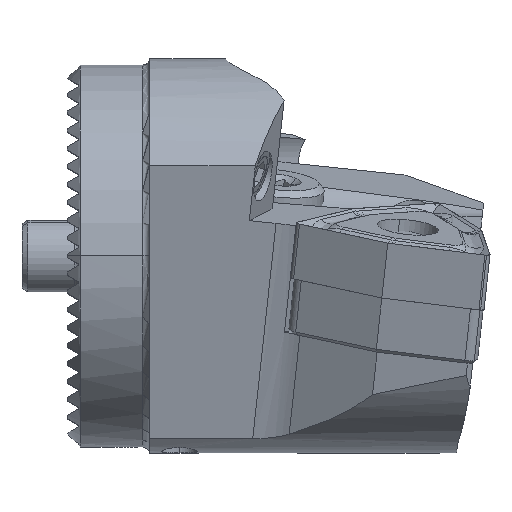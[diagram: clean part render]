
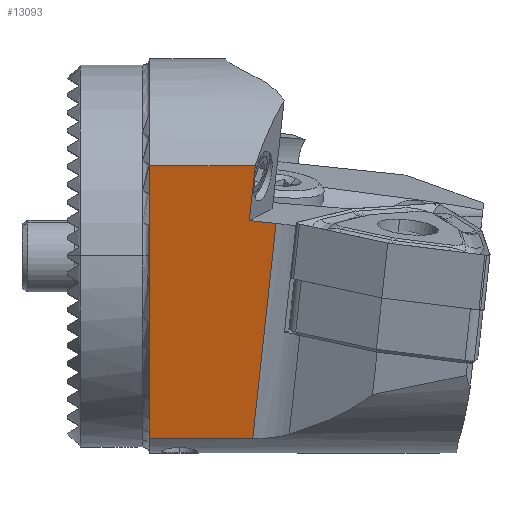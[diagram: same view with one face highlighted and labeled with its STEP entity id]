
A CAD part, top view. The second image highlights one B-rep face of the part: STEP entity #13093.
In plain terms, the highlighted planar face has unit normal (0, -0.242, 0.97).
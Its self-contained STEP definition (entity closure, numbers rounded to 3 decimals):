
#154 = VERTEX_POINT ( 'NONE', #2544 ) ;
#166 = CARTESIAN_POINT ( 'NONE',  ( 6.5, -5.169, 15.716 ) ) ;
#260 = ORIENTED_EDGE ( 'NONE', *, *, #8394, .T. ) ;
#290 = CARTESIAN_POINT ( 'NONE',  ( 15.339, 7.517, 18.879 ) ) ;
#415 = DIRECTION ( 'NONE',  ( -1., 0., 0. ) ) ;
#528 = VERTEX_POINT ( 'NONE', #6041 ) ;
#776 = PLANE ( 'NONE',  #19761 ) ;
#857 = ORIENTED_EDGE ( 'NONE', *, *, #5595, .F. ) ;
#907 = DIRECTION ( 'NONE',  ( 0.105, 0.965, 0.241 ) ) ;
#1131 = EDGE_CURVE ( 'NONE', #10394, #528, #19851, .T. ) ;
#1879 = CARTESIAN_POINT ( 'NONE',  ( 6.5, -2.815, 16.303 ) ) ;
#2544 = CARTESIAN_POINT ( 'NONE',  ( 6.5, -5.757, 15.57 ) ) ;
#2575 = VERTEX_POINT ( 'NONE', #11500 ) ;
#3107 = VECTOR ( 'NONE', #10914, 1000. ) ;
#3917 = DIRECTION ( 'NONE',  ( 0., 0.242, -0.97 ) ) ;
#4951 = FACE_OUTER_BOUND ( 'NONE', #11226, .T. ) ;
#4975 = CARTESIAN_POINT ( 'NONE',  ( 6.5, -2.226, 16.45 ) ) ;
#4976 = ORIENTED_EDGE ( 'NONE', *, *, #16973, .T. ) ;
#5085 = LINE ( 'NONE', #16807, #12512 ) ;
#5339 = ORIENTED_EDGE ( 'NONE', *, *, #1131, .T. ) ;
#5595 = EDGE_CURVE ( 'NONE', #19590, #2575, #7093, .T. ) ;
#6041 = CARTESIAN_POINT ( 'NONE',  ( 6.5, 7.517, 18.879 ) ) ;
#6238 = EDGE_CURVE ( 'NONE', #16969, #154, #11556, .T. ) ;
#7011 = B_SPLINE_CURVE_WITH_KNOTS ( 'NONE', 3,
 ( #8098, #166, #9622, #1879, #4975 ),
 .UNSPECIFIED., .F., .F.,
 ( 4, 1, 4 ),
 ( 0.003, 0.005, 0.007 ),
 .UNSPECIFIED. ) ;
#7093 = LINE ( 'NONE', #8657, #19531 ) ;
#7179 = VECTOR ( 'NONE', #415, 1000. ) ;
#7341 = VECTOR ( 'NONE', #17702, 1000. ) ;
#7741 = CARTESIAN_POINT ( 'NONE',  ( -1.123, -15.334, 13.182 ) ) ;
#8098 = CARTESIAN_POINT ( 'NONE',  ( 6.5, -5.757, 15.57 ) ) ;
#8207 = VERTEX_POINT ( 'NONE', #19628 ) ;
#8394 = EDGE_CURVE ( 'NONE', #19590, #10394, #17239, .T. ) ;
#8657 = CARTESIAN_POINT ( 'NONE',  ( 35., 0.88, 17.224 ) ) ;
#9622 = CARTESIAN_POINT ( 'NONE',  ( 6.483, -3.992, 16.01 ) ) ;
#10394 = VERTEX_POINT ( 'NONE', #290 ) ;
#10401 = CARTESIAN_POINT ( 'NONE',  ( 6.5, -15.334, 13.182 ) ) ;
#10914 = DIRECTION ( 'NONE',  ( 1., 0., 0. ) ) ;
#11141 = DIRECTION ( 'NONE',  ( 0.105, 0.965, 0.241 ) ) ;
#11226 = EDGE_LOOP ( 'NONE', ( #260, #5339, #16788, #14720, #16089, #12170, #4976, #857 ) ) ;
#11233 = CARTESIAN_POINT ( 'NONE',  ( 6.5, 15.779, 20.939 ) ) ;
#11240 = CARTESIAN_POINT ( 'NONE',  ( -1.123, 7.517, 18.879 ) ) ;
#11500 = CARTESIAN_POINT ( 'NONE',  ( 17.084, 2.707, 17.68 ) ) ;
#11556 = LINE ( 'NONE', #11233, #7341 ) ;
#11749 = VECTOR ( 'NONE', #907, 1000. ) ;
#11804 = CARTESIAN_POINT ( 'NONE',  ( 14.088, -24.95, 10.784 ) ) ;
#12170 = ORIENTED_EDGE ( 'NONE', *, *, #15389, .T. ) ;
#12512 = VECTOR ( 'NONE', #19981, 1000. ) ;
#13015 = LINE ( 'NONE', #15045, #11749 ) ;
#13093 = ADVANCED_FACE ( 'NONE', ( #4951 ), #776, .F. ) ;
#13252 = CARTESIAN_POINT ( 'NONE',  ( 14.843, 2.935, 17.737 ) ) ;
#14325 = CARTESIAN_POINT ( 'NONE',  ( 17.093, 23.711, 22.917 ) ) ;
#14720 = ORIENTED_EDGE ( 'NONE', *, *, #15474, .F. ) ;
#15045 = CARTESIAN_POINT ( 'NONE',  ( 14.088, -24.95, 10.784 ) ) ;
#15389 = EDGE_CURVE ( 'NONE', #16969, #8207, #17527, .T. ) ;
#15474 = EDGE_CURVE ( 'NONE', #154, #18001, #7011, .T. ) ;
#16089 = ORIENTED_EDGE ( 'NONE', *, *, #6238, .F. ) ;
#16788 = ORIENTED_EDGE ( 'NONE', *, *, #17060, .F. ) ;
#16807 = CARTESIAN_POINT ( 'NONE',  ( 6.5, 15.779, 20.939 ) ) ;
#16969 = VERTEX_POINT ( 'NONE', #10401 ) ;
#16973 = EDGE_CURVE ( 'NONE', #8207, #2575, #13015, .T. ) ;
#17060 = EDGE_CURVE ( 'NONE', #18001, #528, #5085, .T. ) ;
#17239 = LINE ( 'NONE', #14325, #18963 ) ;
#17527 = LINE ( 'NONE', #7741, #3107 ) ;
#17702 = DIRECTION ( 'NONE',  ( 0., 0.97, 0.242 ) ) ;
#18001 = VERTEX_POINT ( 'NONE', #19327 ) ;
#18132 = DIRECTION ( 'NONE',  ( 0., 0.97, 0.242 ) ) ;
#18135 = DIRECTION ( 'NONE',  ( 0.995, -0.101, -0.025 ) ) ;
#18963 = VECTOR ( 'NONE', #11141, 1000. ) ;
#19327 = CARTESIAN_POINT ( 'NONE',  ( 6.5, -2.226, 16.45 ) ) ;
#19531 = VECTOR ( 'NONE', #18135, 1000. ) ;
#19590 = VERTEX_POINT ( 'NONE', #13252 ) ;
#19628 = CARTESIAN_POINT ( 'NONE',  ( 15.13, -15.334, 13.182 ) ) ;
#19761 = AXIS2_PLACEMENT_3D ( 'NONE', #11804, #3917, #18132 ) ;
#19851 = LINE ( 'NONE', #11240, #7179 ) ;
#19981 = DIRECTION ( 'NONE',  ( 0., 0.97, 0.242 ) ) ;
